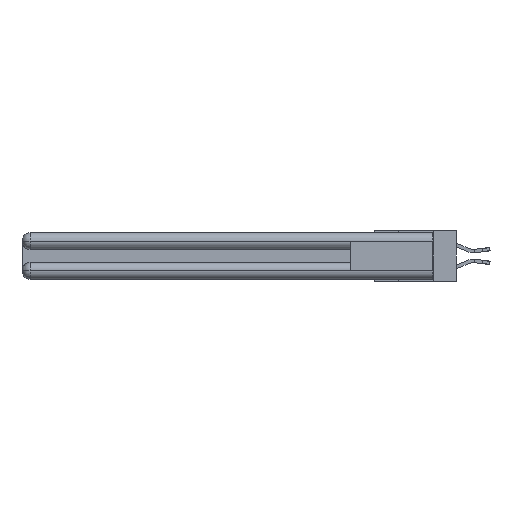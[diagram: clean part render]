
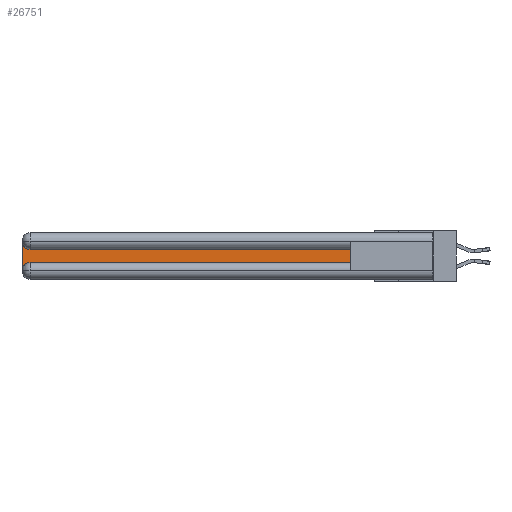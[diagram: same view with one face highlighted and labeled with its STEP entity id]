
A CAD part, left-side view. The second image highlights one B-rep face of the part: STEP entity #26751.
In plain terms, the highlighted planar face has unit normal (-1, 0, 0).
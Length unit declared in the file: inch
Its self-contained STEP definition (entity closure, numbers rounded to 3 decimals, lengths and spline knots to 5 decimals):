
#139 = VECTOR ( 'NONE', #17902, 39.37008 ) ;
#240 = AXIS2_PLACEMENT_3D ( 'NONE', #2743, #17790, #24887 ) ;
#872 = CARTESIAN_POINT ( 'NONE',  ( 0.075, 0.6, -0.2175 ) ) ;
#1695 = DIRECTION ( 'NONE',  ( 0., 0., -1. ) ) ;
#1795 = EDGE_LOOP ( 'NONE', ( #22414, #2786, #19797, #12349, #6668, #9224 ) ) ;
#1908 = AXIS2_PLACEMENT_3D ( 'NONE', #10267, #27810, #1695 ) ;
#1909 = EDGE_CURVE ( 'NONE', #8315, #18294, #16378, .T. ) ;
#1916 = LINE ( 'NONE', #12073, #10014 ) ;
#2743 = CARTESIAN_POINT ( 'NONE',  ( 0.075, 2.94, -0.0625 ) ) ;
#2786 = ORIENTED_EDGE ( 'NONE', *, *, #14419, .T. ) ;
#3229 = EDGE_CURVE ( 'NONE', #5043, #12831, #11235, .T. ) ;
#3635 = VERTEX_POINT ( 'NONE', #27160 ) ;
#5043 = VERTEX_POINT ( 'NONE', #14295 ) ;
#5059 = DIRECTION ( 'NONE',  ( 0., 0., -1. ) ) ;
#6305 = DIRECTION ( 'NONE',  ( 1., 0., 0. ) ) ;
#6668 = ORIENTED_EDGE ( 'NONE', *, *, #26463, .T. ) ;
#7386 = CARTESIAN_POINT ( 'NONE',  ( 0.075, 3., -0.2175 ) ) ;
#7498 = VECTOR ( 'NONE', #14526, 39.37008 ) ;
#8315 = VERTEX_POINT ( 'NONE', #15736 ) ;
#9224 = ORIENTED_EDGE ( 'NONE', *, *, #3229, .T. ) ;
#10014 = VECTOR ( 'NONE', #12166, 39.37008 ) ;
#10087 = AXIS2_PLACEMENT_3D ( 'NONE', #23579, #6305, #25754 ) ;
#10267 = CARTESIAN_POINT ( 'NONE',  ( 0.075, 3., -0.1225 ) ) ;
#11235 = LINE ( 'NONE', #19229, #7498 ) ;
#12073 = CARTESIAN_POINT ( 'NONE',  ( 0.075, 0.6, -0.1225 ) ) ;
#12166 = DIRECTION ( 'NONE',  ( 0., 1., 0. ) ) ;
#12349 = ORIENTED_EDGE ( 'NONE', *, *, #17441, .T. ) ;
#12799 = CIRCLE ( 'NONE', #10087, 0.06 ) ;
#12805 = VERTEX_POINT ( 'NONE', #25442 ) ;
#12831 = VERTEX_POINT ( 'NONE', #27619 ) ;
#14295 = CARTESIAN_POINT ( 'NONE',  ( 0.075, 0.6, -0.2175 ) ) ;
#14419 = EDGE_CURVE ( 'NONE', #3635, #8315, #23901, .T. ) ;
#14526 = DIRECTION ( 'NONE',  ( 0., 0., 1. ) ) ;
#15736 = CARTESIAN_POINT ( 'NONE',  ( 0.075, 3., -0.0625 ) ) ;
#16378 = LINE ( 'NONE', #7386, #18396 ) ;
#17441 = EDGE_CURVE ( 'NONE', #18294, #12805, #12799, .T. ) ;
#17790 = DIRECTION ( 'NONE',  ( 1., 0., 0. ) ) ;
#17902 = DIRECTION ( 'NONE',  ( 0., -1., 0. ) ) ;
#18064 = CARTESIAN_POINT ( 'NONE',  ( 0.075, 3., -0.2775 ) ) ;
#18294 = VERTEX_POINT ( 'NONE', #18064 ) ;
#18396 = VECTOR ( 'NONE', #5059, 39.37008 ) ;
#19229 = CARTESIAN_POINT ( 'NONE',  ( 0.075, 0.6, -0.2175 ) ) ;
#19235 = EDGE_CURVE ( 'NONE', #12831, #3635, #1916, .T. ) ;
#19797 = ORIENTED_EDGE ( 'NONE', *, *, #1909, .T. ) ;
#22414 = ORIENTED_EDGE ( 'NONE', *, *, #19235, .T. ) ;
#23387 = FACE_OUTER_BOUND ( 'NONE', #1795, .T. ) ;
#23579 = CARTESIAN_POINT ( 'NONE',  ( 0.075, 2.94, -0.2775 ) ) ;
#23901 = CIRCLE ( 'NONE', #240, 0.06 ) ;
#24887 = DIRECTION ( 'NONE',  ( 0., 0., -1. ) ) ;
#25442 = CARTESIAN_POINT ( 'NONE',  ( 0.075, 2.94, -0.2175 ) ) ;
#25754 = DIRECTION ( 'NONE',  ( 0., 0., -1. ) ) ;
#26463 = EDGE_CURVE ( 'NONE', #12805, #5043, #27799, .T. ) ;
#26751 = ADVANCED_FACE ( 'NONE', ( #23387 ), #27439, .F. ) ;
#27160 = CARTESIAN_POINT ( 'NONE',  ( 0.075, 2.94, -0.1225 ) ) ;
#27439 = PLANE ( 'NONE',  #1908 ) ;
#27619 = CARTESIAN_POINT ( 'NONE',  ( 0.075, 0.6, -0.1225 ) ) ;
#27799 = LINE ( 'NONE', #872, #139 ) ;
#27810 = DIRECTION ( 'NONE',  ( 1., 0., 0. ) ) ;
